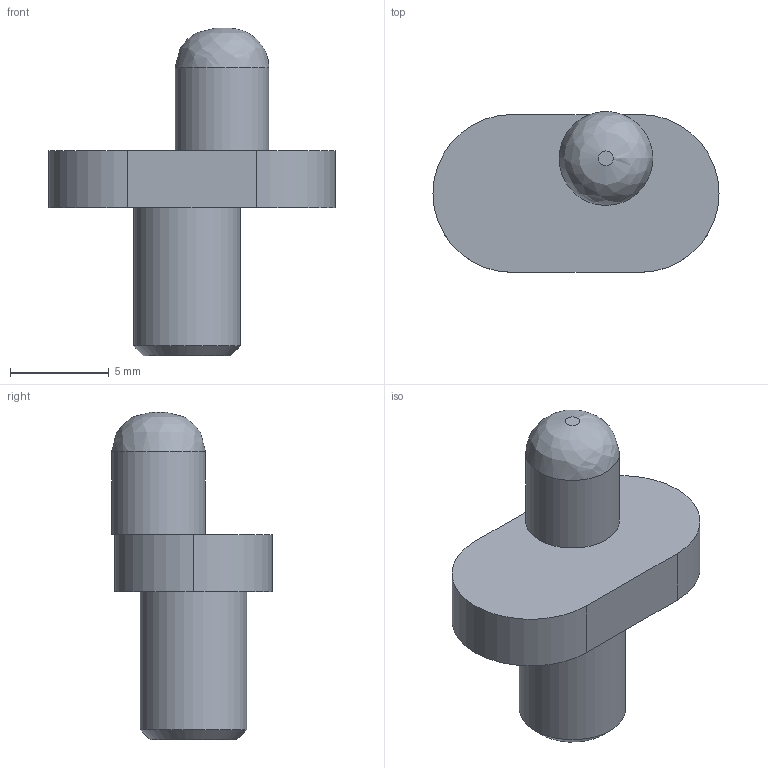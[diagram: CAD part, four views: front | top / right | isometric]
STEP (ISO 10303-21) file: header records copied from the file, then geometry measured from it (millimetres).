
FILE_DESCRIPTION(('STEP AP203'),'1');
FILE_NAME('Taquets zeta Gauche.step','2023-11-10T14:45:50',(' '),(' '),'Spatial InterOp 3D',' ',' ');
FILE_SCHEMA(('CONFIG_CONTROL_DESIGN'));
Length unit declared in the file: millimetre
Products named in the file (1): 1
Bounding box: 14.5 x 8.14 x 16.6 mm (x, y, z)
Volume: 565.8 mm3; surface area: 596.2 mm2
Topology: 3 solids, 3 shells, 16 faces, 29 edges, 19 vertices
Faces by surface type: plane 8, cylinder 6, cone 1, bspline 1
Full cylindrical faces by diameter (mm): 4.75 x1, 5.4 x1
Entity records: 445 total; most frequent: CARTESIAN_POINT 88, DIRECTION 74, ORIENTED_EDGE 48, AXIS2_PLACEMENT_3D 32, EDGE_CURVE 24, EDGE_LOOP 20, FACE_OUTER_BOUND 19, VERTEX_POINT 18
